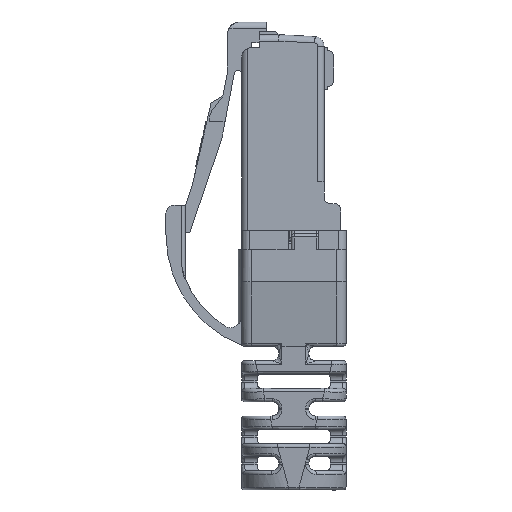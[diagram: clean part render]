
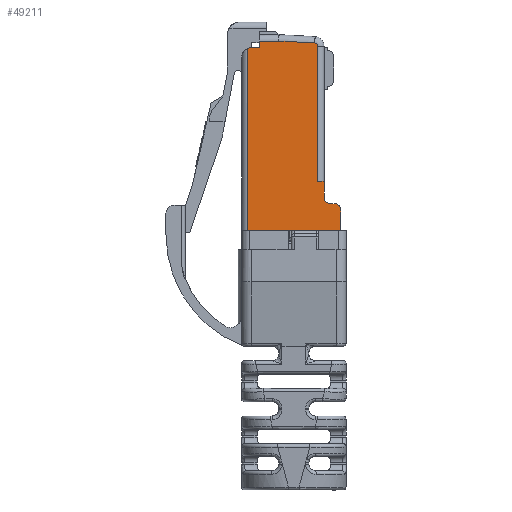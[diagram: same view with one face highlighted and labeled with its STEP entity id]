
A CAD part, left-side view. The second image highlights one B-rep face of the part: STEP entity #49211.
In plain terms, the highlighted planar face has unit normal (-1, 0, 0).
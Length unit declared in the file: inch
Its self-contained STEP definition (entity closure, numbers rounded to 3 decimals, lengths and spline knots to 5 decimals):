
#62 = VERTEX_POINT ( 'NONE', #9341 ) ;
#301 = DIRECTION ( 'NONE',  ( 0., 0., -1. ) ) ;
#1256 = CARTESIAN_POINT ( 'NONE',  ( -0.23, -0.162, 0.085 ) ) ;
#1397 = VERTEX_POINT ( 'NONE', #26233 ) ;
#1937 = EDGE_LOOP ( 'NONE', ( #29272, #32273, #41123, #55805, #41679, #58973, #50274, #37264, #2037, #6866, #59451, #7720, #40280, #26633, #13040 ) ) ;
#2035 = VECTOR ( 'NONE', #40929, 39.37008 ) ;
#2037 = ORIENTED_EDGE ( 'NONE', *, *, #52667, .T. ) ;
#4867 = LINE ( 'NONE', #16543, #42329 ) ;
#5170 = CARTESIAN_POINT ( 'NONE',  ( -0.23, 0.11, 0.57388 ) ) ;
#5799 = CARTESIAN_POINT ( 'NONE',  ( -0.23, -0.1, 0.58109 ) ) ;
#6254 = LINE ( 'NONE', #27350, #17236 ) ;
#6355 = CARTESIAN_POINT ( 'NONE',  ( -0.23, -0.15, 0.085 ) ) ;
#6385 = LINE ( 'NONE', #17905, #54796 ) ;
#6576 = EDGE_CURVE ( 'NONE', #51803, #55900, #6254, .T. ) ;
#6866 = ORIENTED_EDGE ( 'NONE', *, *, #27712, .T. ) ;
#7379 = VERTEX_POINT ( 'NONE', #46355 ) ;
#7720 = ORIENTED_EDGE ( 'NONE', *, *, #24586, .T. ) ;
#7925 = VECTOR ( 'NONE', #37384, 39.37008 ) ;
#8468 = LINE ( 'NONE', #56619, #31971 ) ;
#9142 = AXIS2_PLACEMENT_3D ( 'NONE', #5799, #38613, #10534 ) ;
#9341 = CARTESIAN_POINT ( 'NONE',  ( -0.23, -0.182, 0.065 ) ) ;
#9815 = CARTESIAN_POINT ( 'NONE',  ( -0.23, 0.1, 0.5456 ) ) ;
#10056 = AXIS2_PLACEMENT_3D ( 'NONE', #56026, #27958, #60750 ) ;
#10102 = DIRECTION ( 'NONE',  ( 0., 1., 0. ) ) ;
#10278 = LINE ( 'NONE', #25745, #33789 ) ;
#10534 = DIRECTION ( 'NONE',  ( 0., 0., -1. ) ) ;
#11950 = VERTEX_POINT ( 'NONE', #17327 ) ;
#12551 = EDGE_CURVE ( 'NONE', #37933, #38827, #58339, .T. ) ;
#12821 = CARTESIAN_POINT ( 'NONE',  ( -0.23, -0.182, 0. ) ) ;
#13040 = ORIENTED_EDGE ( 'NONE', *, *, #30512, .T. ) ;
#13176 = CARTESIAN_POINT ( 'NONE',  ( -0.23, 0.10157, 0.57556 ) ) ;
#13405 = CIRCLE ( 'NONE', #9142, 0.01 ) ;
#13490 = CIRCLE ( 'NONE', #10056, 0.02 ) ;
#13767 = CARTESIAN_POINT ( 'NONE',  ( -0.23, -0.11, 0.58109 ) ) ;
#14002 = CARTESIAN_POINT ( 'NONE',  ( -0.23, -0.11, -0.02828 ) ) ;
#14411 = CIRCLE ( 'NONE', #23615, 0.02 ) ;
#14499 = DIRECTION ( 'NONE',  ( 0., 0., -1. ) ) ;
#15175 = DIRECTION ( 'NONE',  ( 1., 0., 0. ) ) ;
#15370 = DIRECTION ( 'NONE',  ( 0., 0., 1. ) ) ;
#16543 = CARTESIAN_POINT ( 'NONE',  ( -0.23, 0.09707, 0.60143 ) ) ;
#17236 = VECTOR ( 'NONE', #36733, 39.37008 ) ;
#17327 = CARTESIAN_POINT ( 'NONE',  ( -0.23, 0.01252, 0.597 ) ) ;
#17692 = VECTOR ( 'NONE', #15370, 39.37008 ) ;
#17905 = CARTESIAN_POINT ( 'NONE',  ( -0.23, 0.1, 0.597 ) ) ;
#19742 = CARTESIAN_POINT ( 'NONE',  ( -0.23, 0.1, 0.5456 ) ) ;
#20130 = CARTESIAN_POINT ( 'NONE',  ( -0.23, 0.074, 0.617 ) ) ;
#20321 = VECTOR ( 'NONE', #45969, 39.37008 ) ;
#20536 = CARTESIAN_POINT ( 'NONE',  ( -0.23, -0.182, 0. ) ) ;
#23615 = AXIS2_PLACEMENT_3D ( 'NONE', #55117, #27048, #59858 ) ;
#24446 = EDGE_CURVE ( 'NONE', #58421, #11950, #4867, .T. ) ;
#24586 = EDGE_CURVE ( 'NONE', #38827, #7379, #14411, .T. ) ;
#25745 = CARTESIAN_POINT ( 'NONE',  ( -0.23, 0.11, 0.5456 ) ) ;
#26233 = CARTESIAN_POINT ( 'NONE',  ( -0.23, 0.11, 0. ) ) ;
#26633 = ORIENTED_EDGE ( 'NONE', *, *, #6576, .F. ) ;
#27048 = DIRECTION ( 'NONE',  ( 1., 0., 0. ) ) ;
#27350 = CARTESIAN_POINT ( 'NONE',  ( -0.23, -0.13, 0.155 ) ) ;
#27712 = EDGE_CURVE ( 'NONE', #62, #37933, #13490, .T. ) ;
#27958 = DIRECTION ( 'NONE',  ( -1., 0., 0. ) ) ;
#29272 = ORIENTED_EDGE ( 'NONE', *, *, #36107, .F. ) ;
#30451 = DIRECTION ( 'NONE',  ( 0., 0., -1. ) ) ;
#30512 = EDGE_CURVE ( 'NONE', #51803, #38234, #57854, .T. ) ;
#31095 = VECTOR ( 'NONE', #10102, 39.37008 ) ;
#31479 = LINE ( 'NONE', #12821, #2035 ) ;
#31971 = VECTOR ( 'NONE', #301, 39.37008 ) ;
#31978 = CIRCLE ( 'NONE', #56416, 0.03 ) ;
#32072 = DIRECTION ( 'NONE',  ( 0., 1., 0. ) ) ;
#32273 = ORIENTED_EDGE ( 'NONE', *, *, #24446, .T. ) ;
#33391 = VECTOR ( 'NONE', #39158, 39.37008 ) ;
#33789 = VECTOR ( 'NONE', #30451, 39.37008 ) ;
#34990 = CARTESIAN_POINT ( 'NONE',  ( -0.23, 0.10157, 0.57556 ) ) ;
#35359 = EDGE_CURVE ( 'NONE', #46911, #1397, #43549, .T. ) ;
#36107 = EDGE_CURVE ( 'NONE', #58421, #38234, #13405, .T. ) ;
#36733 = DIRECTION ( 'NONE',  ( 0., -1., 0. ) ) ;
#37163 = CARTESIAN_POINT ( 'NONE',  ( -0.23, -0.13, 0.155 ) ) ;
#37264 = ORIENTED_EDGE ( 'NONE', *, *, #35359, .F. ) ;
#37384 = DIRECTION ( 'NONE',  ( 0., 0., 1. ) ) ;
#37933 = VERTEX_POINT ( 'NONE', #1256 ) ;
#38234 = VERTEX_POINT ( 'NONE', #13767 ) ;
#38613 = DIRECTION ( 'NONE',  ( 1., 0., 0. ) ) ;
#38775 = CARTESIAN_POINT ( 'NONE',  ( -0.23, -0.11, 0.155 ) ) ;
#38827 = VERTEX_POINT ( 'NONE', #55995 ) ;
#38881 = EDGE_CURVE ( 'NONE', #56038, #58158, #31978, .T. ) ;
#39158 = DIRECTION ( 'NONE',  ( 0., 1., 0. ) ) ;
#40280 = ORIENTED_EDGE ( 'NONE', *, *, #56661, .F. ) ;
#40929 = DIRECTION ( 'NONE',  ( 0., 0., 1. ) ) ;
#41123 = ORIENTED_EDGE ( 'NONE', *, *, #46690, .T. ) ;
#41679 = ORIENTED_EDGE ( 'NONE', *, *, #46650, .F. ) ;
#42329 = VECTOR ( 'NONE', #44647, 39.37008 ) ;
#42627 = DIRECTION ( 'NONE',  ( 1., 0., 0. ) ) ;
#43317 = PLANE ( 'NONE',  #47717 ) ;
#43549 = LINE ( 'NONE', #56894, #31095 ) ;
#43973 = VERTEX_POINT ( 'NONE', #49006 ) ;
#44647 = DIRECTION ( 'NONE',  ( 0., 0.999, 0.052 ) ) ;
#45969 = DIRECTION ( 'NONE',  ( 0., -0.999, 0.052 ) ) ;
#46355 = CARTESIAN_POINT ( 'NONE',  ( -0.23, -0.13, 0.105 ) ) ;
#46650 = EDGE_CURVE ( 'NONE', #58158, #43973, #56282, .T. ) ;
#46690 = EDGE_CURVE ( 'NONE', #11950, #55447, #6385, .T. ) ;
#46911 = VERTEX_POINT ( 'NONE', #20536 ) ;
#47717 = AXIS2_PLACEMENT_3D ( 'NONE', #19742, #15175, #47982 ) ;
#47982 = DIRECTION ( 'NONE',  ( 0., 0., -1. ) ) ;
#49006 = CARTESIAN_POINT ( 'NONE',  ( -0.23, 0.074, 0.577 ) ) ;
#49211 = ADVANCED_FACE ( 'NONE', ( #60407 ), #43317, .F. ) ;
#50274 = ORIENTED_EDGE ( 'NONE', *, *, #51381, .T. ) ;
#50533 = EDGE_CURVE ( 'NONE', #43973, #55447, #56625, .T. ) ;
#51381 = EDGE_CURVE ( 'NONE', #56038, #1397, #10278, .T. ) ;
#51803 = VERTEX_POINT ( 'NONE', #38775 ) ;
#52667 = EDGE_CURVE ( 'NONE', #46911, #62, #31479, .T. ) ;
#54796 = VECTOR ( 'NONE', #32072, 39.37008 ) ;
#55117 = CARTESIAN_POINT ( 'NONE',  ( -0.23, -0.15, 0.105 ) ) ;
#55447 = VERTEX_POINT ( 'NONE', #55949 ) ;
#55479 = CARTESIAN_POINT ( 'NONE',  ( -0.23, -0.10052, 0.59108 ) ) ;
#55805 = ORIENTED_EDGE ( 'NONE', *, *, #50533, .F. ) ;
#55900 = VERTEX_POINT ( 'NONE', #37163 ) ;
#55949 = CARTESIAN_POINT ( 'NONE',  ( -0.23, 0.074, 0.597 ) ) ;
#55995 = CARTESIAN_POINT ( 'NONE',  ( -0.23, -0.15, 0.085 ) ) ;
#56026 = CARTESIAN_POINT ( 'NONE',  ( -0.23, -0.162, 0.065 ) ) ;
#56038 = VERTEX_POINT ( 'NONE', #5170 ) ;
#56282 = LINE ( 'NONE', #13176, #20321 ) ;
#56416 = AXIS2_PLACEMENT_3D ( 'NONE', #9815, #42627, #14499 ) ;
#56619 = CARTESIAN_POINT ( 'NONE',  ( -0.23, -0.13, 0. ) ) ;
#56625 = LINE ( 'NONE', #20130, #17692 ) ;
#56661 = EDGE_CURVE ( 'NONE', #55900, #7379, #8468, .T. ) ;
#56894 = CARTESIAN_POINT ( 'NONE',  ( -0.23, 0.13, 0. ) ) ;
#57854 = LINE ( 'NONE', #14002, #7925 ) ;
#58158 = VERTEX_POINT ( 'NONE', #34990 ) ;
#58339 = LINE ( 'NONE', #6355, #33391 ) ;
#58421 = VERTEX_POINT ( 'NONE', #55479 ) ;
#58973 = ORIENTED_EDGE ( 'NONE', *, *, #38881, .F. ) ;
#59451 = ORIENTED_EDGE ( 'NONE', *, *, #12551, .T. ) ;
#59858 = DIRECTION ( 'NONE',  ( 0., 0., 1. ) ) ;
#60407 = FACE_OUTER_BOUND ( 'NONE', #1937, .T. ) ;
#60750 = DIRECTION ( 'NONE',  ( 0., 0., -1. ) ) ;
